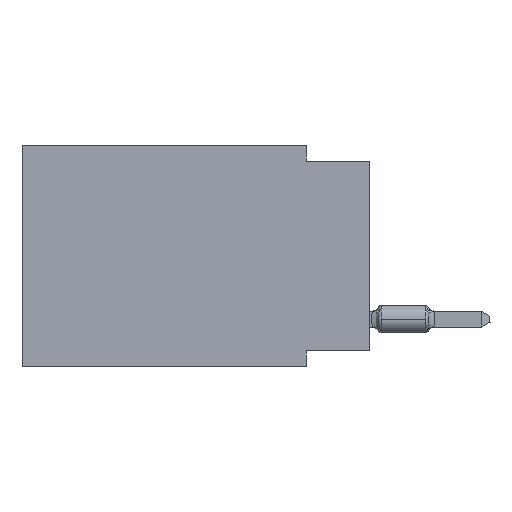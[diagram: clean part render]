
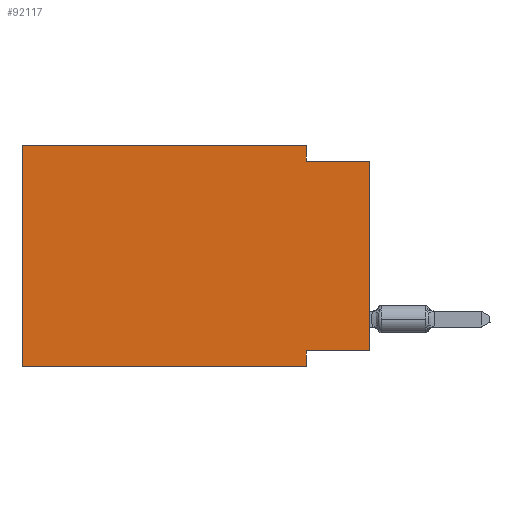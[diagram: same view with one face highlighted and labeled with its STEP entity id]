
A CAD part, left-side view. The second image highlights one B-rep face of the part: STEP entity #92117.
In plain terms, the highlighted planar face has unit normal (-1, 0, 0).
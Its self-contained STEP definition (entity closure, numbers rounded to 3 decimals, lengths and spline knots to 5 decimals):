
#1478 = VERTEX_POINT ( 'NONE', #82157 ) ;
#2881 = DIRECTION ( 'NONE',  ( 0., 0., -1. ) ) ;
#3426 = EDGE_CURVE ( 'NONE', #110629, #40547, #69629, .T. ) ;
#7292 = CARTESIAN_POINT ( 'NONE',  ( 0., 0.55, 0. ) ) ;
#8223 = CARTESIAN_POINT ( 'NONE',  ( 0., 0.55, 0. ) ) ;
#8404 = DIRECTION ( 'NONE',  ( 0., -1., 0. ) ) ;
#9653 = VECTOR ( 'NONE', #14979, 39.37008 ) ;
#10490 = CARTESIAN_POINT ( 'NONE',  ( 0., 0., -0.325 ) ) ;
#13441 = LINE ( 'NONE', #19945, #31051 ) ;
#14979 = DIRECTION ( 'NONE',  ( 0., -1., 0. ) ) ;
#15225 = DIRECTION ( 'NONE',  ( 0., 0., 1. ) ) ;
#17873 = DIRECTION ( 'NONE',  ( 0., 0., 1. ) ) ;
#18967 = ORIENTED_EDGE ( 'NONE', *, *, #104476, .F. ) ;
#19806 = VECTOR ( 'NONE', #34325, 39.37008 ) ;
#19945 = CARTESIAN_POINT ( 'NONE',  ( 0., 0.1, -0.35 ) ) ;
#19968 = VECTOR ( 'NONE', #15225, 39.37008 ) ;
#21460 = EDGE_CURVE ( 'NONE', #89370, #56085, #91016, .T. ) ;
#22036 = AXIS2_PLACEMENT_3D ( 'NONE', #71041, #53377, #72197 ) ;
#24719 = VECTOR ( 'NONE', #8404, 39.37008 ) ;
#25528 = CARTESIAN_POINT ( 'NONE',  ( 0., 0., 0. ) ) ;
#27178 = CARTESIAN_POINT ( 'NONE',  ( 0., 0., -0.025 ) ) ;
#31051 = VECTOR ( 'NONE', #2881, 39.37008 ) ;
#34325 = DIRECTION ( 'NONE',  ( 0., 0., -1. ) ) ;
#37346 = VERTEX_POINT ( 'NONE', #100151 ) ;
#38069 = EDGE_CURVE ( 'NONE', #1478, #37346, #72232, .T. ) ;
#38125 = DIRECTION ( 'NONE',  ( 0., -1., 0. ) ) ;
#38754 = CARTESIAN_POINT ( 'NONE',  ( 0., 0.1, -0.025 ) ) ;
#40547 = VERTEX_POINT ( 'NONE', #38754 ) ;
#42960 = VECTOR ( 'NONE', #17873, 39.37008 ) ;
#43164 = CARTESIAN_POINT ( 'NONE',  ( 0., 0.1, 0. ) ) ;
#45219 = ORIENTED_EDGE ( 'NONE', *, *, #49576, .T. ) ;
#45241 = EDGE_CURVE ( 'NONE', #56085, #37346, #13441, .T. ) ;
#49576 = EDGE_CURVE ( 'NONE', #89370, #112244, #98417, .T. ) ;
#50518 = CARTESIAN_POINT ( 'NONE',  ( 0., 0., -0.325 ) ) ;
#52234 = CARTESIAN_POINT ( 'NONE',  ( 0., 0.1, 0. ) ) ;
#53377 = DIRECTION ( 'NONE',  ( 1., 0., 0. ) ) ;
#55481 = VERTEX_POINT ( 'NONE', #8223 ) ;
#56085 = VERTEX_POINT ( 'NONE', #92694 ) ;
#60675 = EDGE_LOOP ( 'NONE', ( #45219, #18967, #113529, #64329, #80462, #108971, #112187, #76106 ) ) ;
#63299 = VECTOR ( 'NONE', #105578, 39.37008 ) ;
#63446 = CARTESIAN_POINT ( 'NONE',  ( 0., 0.55, -0.35 ) ) ;
#64329 = ORIENTED_EDGE ( 'NONE', *, *, #81748, .F. ) ;
#69629 = LINE ( 'NONE', #43164, #19806 ) ;
#71041 = CARTESIAN_POINT ( 'NONE',  ( 0., 0.55, 0. ) ) ;
#72197 = DIRECTION ( 'NONE',  ( 0., 0., -1. ) ) ;
#72232 = LINE ( 'NONE', #63446, #112731 ) ;
#76106 = ORIENTED_EDGE ( 'NONE', *, *, #21460, .F. ) ;
#80462 = ORIENTED_EDGE ( 'NONE', *, *, #109492, .F. ) ;
#81748 = EDGE_CURVE ( 'NONE', #55481, #110629, #97809, .T. ) ;
#82157 = CARTESIAN_POINT ( 'NONE',  ( 0., 0.55, -0.35 ) ) ;
#88665 = CARTESIAN_POINT ( 'NONE',  ( 0., 0.55, 0. ) ) ;
#89370 = VERTEX_POINT ( 'NONE', #50518 ) ;
#91016 = LINE ( 'NONE', #10490, #63299 ) ;
#92117 = ADVANCED_FACE ( 'NONE', ( #115730 ), #97508, .F. ) ;
#92694 = CARTESIAN_POINT ( 'NONE',  ( 0., 0.1, -0.325 ) ) ;
#97508 = PLANE ( 'NONE',  #22036 ) ;
#97809 = LINE ( 'NONE', #7292, #9653 ) ;
#98417 = LINE ( 'NONE', #25528, #42960 ) ;
#100151 = CARTESIAN_POINT ( 'NONE',  ( 0., 0.1, -0.35 ) ) ;
#104020 = LINE ( 'NONE', #88665, #19968 ) ;
#104476 = EDGE_CURVE ( 'NONE', #40547, #112244, #114828, .T. ) ;
#105578 = DIRECTION ( 'NONE',  ( 0., 1., 0. ) ) ;
#107467 = CARTESIAN_POINT ( 'NONE',  ( 0., 0., -0.025 ) ) ;
#108971 = ORIENTED_EDGE ( 'NONE', *, *, #38069, .T. ) ;
#109492 = EDGE_CURVE ( 'NONE', #1478, #55481, #104020, .T. ) ;
#110629 = VERTEX_POINT ( 'NONE', #52234 ) ;
#112187 = ORIENTED_EDGE ( 'NONE', *, *, #45241, .F. ) ;
#112244 = VERTEX_POINT ( 'NONE', #107467 ) ;
#112731 = VECTOR ( 'NONE', #38125, 39.37008 ) ;
#113529 = ORIENTED_EDGE ( 'NONE', *, *, #3426, .F. ) ;
#114828 = LINE ( 'NONE', #27178, #24719 ) ;
#115730 = FACE_OUTER_BOUND ( 'NONE', #60675, .T. ) ;
